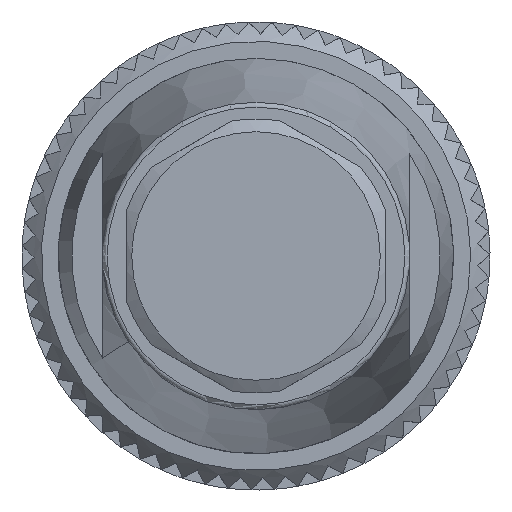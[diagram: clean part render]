
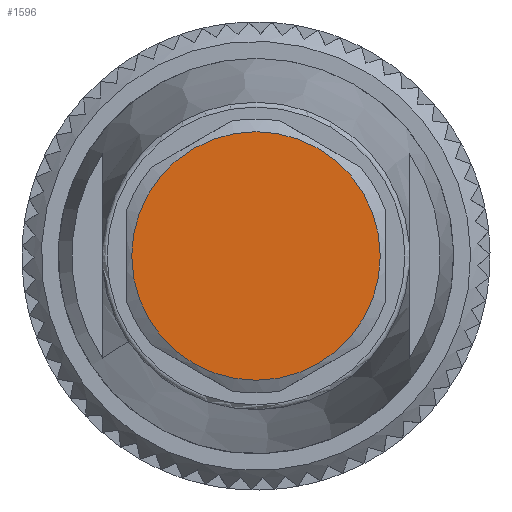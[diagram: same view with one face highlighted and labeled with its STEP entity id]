
A CAD part, left-side view. The second image highlights one B-rep face of the part: STEP entity #1596.
In plain terms, the highlighted planar face has unit normal (-1, 0, 0).
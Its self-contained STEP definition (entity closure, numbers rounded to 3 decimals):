
#285=PLANE('',#4855);
#474=FACE_OUTER_BOUND('',#2150,.T.);
#1596=ADVANCED_FACE('',(#474),#285,.T.);
#2150=EDGE_LOOP('',(#3307));
#3307=ORIENTED_EDGE('',*,*,#4368,.T.);
#3780=VERTEX_POINT('',#7690);
#4368=EDGE_CURVE('',#3780,#3780,#4491,.T.);
#4491=CIRCLE('',#4854,7.7);
#4854=AXIS2_PLACEMENT_3D('',#7689,#5931,#5932);
#4855=AXIS2_PLACEMENT_3D('',#7691,#5933,#5934);
#5931=DIRECTION('',(-1.,0.,0.));
#5932=DIRECTION('',(0.,0.,1.));
#5933=DIRECTION('',(-1.,0.,0.));
#5934=DIRECTION('',(0.,0.,1.));
#7689=CARTESIAN_POINT('',(-40.5,0.,0.));
#7690=CARTESIAN_POINT('',(-40.5,0.,7.7));
#7691=CARTESIAN_POINT('',(-40.5,0.,0.));
